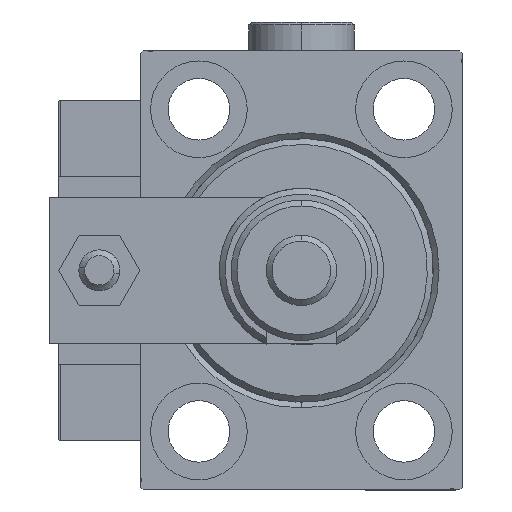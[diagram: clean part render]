
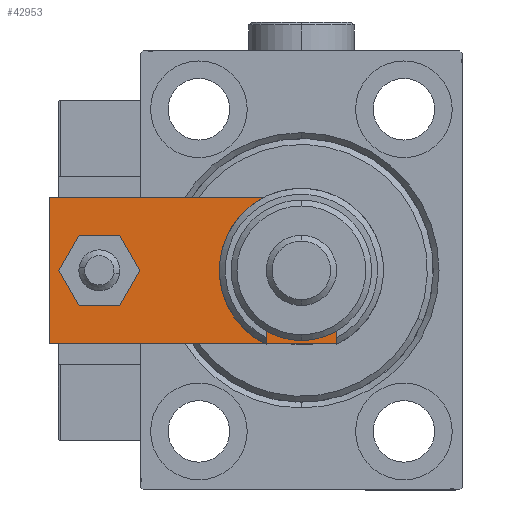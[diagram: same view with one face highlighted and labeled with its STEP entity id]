
A CAD part, left-side view. The second image highlights one B-rep face of the part: STEP entity #42953.
In plain terms, the highlighted face is planar.
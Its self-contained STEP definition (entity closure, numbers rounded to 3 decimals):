
#380 = VECTOR ( 'NONE', #39859, 1000. ) ;
#2000 = AXIS2_PLACEMENT_3D ( 'NONE', #22007, #38779, #17887 ) ;
#2003 = VERTEX_POINT ( 'NONE', #52838 ) ;
#3051 = DIRECTION ( 'NONE',  ( 0., 0., 1. ) ) ;
#3264 = DIRECTION ( 'NONE',  ( 0., 0., 1. ) ) ;
#4790 = CIRCLE ( 'NONE', #11810, 4. ) ;
#5267 = FACE_BOUND ( 'NONE', #40778, .T. ) ;
#5908 = CARTESIAN_POINT ( 'NONE',  ( -12.5, 0., 6. ) ) ;
#6184 = DIRECTION ( 'NONE',  ( 1., 0., 0. ) ) ;
#6963 = LINE ( 'NONE', #15491, #20325 ) ;
#7230 = EDGE_CURVE ( 'NONE', #2003, #49049, #53452, .T. ) ;
#9335 = DIRECTION ( 'NONE',  ( 0., -1., 0. ) ) ;
#9529 = AXIS2_PLACEMENT_3D ( 'NONE', #36295, #39885, #52535 ) ;
#9594 = EDGE_CURVE ( 'NONE', #20289, #33453, #48256, .T. ) ;
#10030 = VERTEX_POINT ( 'NONE', #40598 ) ;
#10174 = EDGE_CURVE ( 'NONE', #28591, #44396, #18827, .T. ) ;
#11642 = CARTESIAN_POINT ( 'NONE',  ( -12.5, 55., 6. ) ) ;
#11810 = AXIS2_PLACEMENT_3D ( 'NONE', #53848, #3264, #37346 ) ;
#11910 = VERTEX_POINT ( 'NONE', #23847 ) ;
#12673 = CARTESIAN_POINT ( 'NONE',  ( 8.25, 12., 6. ) ) ;
#12741 = EDGE_CURVE ( 'NONE', #53627, #28591, #6963, .T. ) ;
#12856 = ORIENTED_EDGE ( 'NONE', *, *, #31452, .F. ) ;
#13357 = VECTOR ( 'NONE', #13829, 1000. ) ;
#13829 = DIRECTION ( 'NONE',  ( -1., 0., 0. ) ) ;
#15491 = CARTESIAN_POINT ( 'NONE',  ( -3.42, -3.42, 6. ) ) ;
#15567 = ORIENTED_EDGE ( 'NONE', *, *, #12741, .T. ) ;
#16472 = CARTESIAN_POINT ( 'NONE',  ( 0., 46.5, 6. ) ) ;
#16951 = CIRCLE ( 'NONE', #2000, 8.25 ) ;
#17775 = VECTOR ( 'NONE', #9335, 1000. ) ;
#17887 = DIRECTION ( 'NONE',  ( 1., 0., 0. ) ) ;
#18827 = LINE ( 'NONE', #5908, #37755 ) ;
#20256 = CARTESIAN_POINT ( 'NONE',  ( 12.5, 0., 6. ) ) ;
#20289 = VERTEX_POINT ( 'NONE', #28010 ) ;
#20325 = VECTOR ( 'NONE', #54229, 1000. ) ;
#20395 = LINE ( 'NONE', #53933, #30098 ) ;
#21352 = CARTESIAN_POINT ( 'NONE',  ( 12.5, 55., 6. ) ) ;
#21808 = CARTESIAN_POINT ( 'NONE',  ( 12.5, 55., 6. ) ) ;
#22007 = CARTESIAN_POINT ( 'NONE',  ( 0., 12., 6. ) ) ;
#22040 = FACE_OUTER_BOUND ( 'NONE', #31946, .T. ) ;
#22757 = CARTESIAN_POINT ( 'NONE',  ( -6.84, 0., 6. ) ) ;
#23658 = DIRECTION ( 'NONE',  ( 1., 0., 0. ) ) ;
#23847 = CARTESIAN_POINT ( 'NONE',  ( -12.5, 55., 6. ) ) ;
#24171 = DIRECTION ( 'NONE',  ( 1., 0., 0. ) ) ;
#24398 = ORIENTED_EDGE ( 'NONE', *, *, #50434, .T. ) ;
#25676 = CARTESIAN_POINT ( 'NONE',  ( -12.5, 5.66, 6. ) ) ;
#26166 = EDGE_CURVE ( 'NONE', #11910, #53627, #46988, .T. ) ;
#27344 = CARTESIAN_POINT ( 'NONE',  ( -4., 46.5, 6. ) ) ;
#27347 = EDGE_CURVE ( 'NONE', #44396, #10030, #20395, .T. ) ;
#27599 = EDGE_CURVE ( 'NONE', #49049, #2003, #16951, .T. ) ;
#28010 = CARTESIAN_POINT ( 'NONE',  ( 4., 46.5, 6. ) ) ;
#28591 = VERTEX_POINT ( 'NONE', #22757 ) ;
#28914 = AXIS2_PLACEMENT_3D ( 'NONE', #33008, #3051, #23658 ) ;
#29469 = EDGE_LOOP ( 'NONE', ( #43335, #42777 ) ) ;
#30098 = VECTOR ( 'NONE', #46479, 1000. ) ;
#31452 = EDGE_CURVE ( 'NONE', #33453, #20289, #4790, .T. ) ;
#31946 = EDGE_LOOP ( 'NONE', ( #46336, #15567, #36482, #35589, #39114, #24398 ) ) ;
#32421 = DIRECTION ( 'NONE',  ( 0., 0., 1. ) ) ;
#33008 = CARTESIAN_POINT ( 'NONE',  ( 0., 0., 6. ) ) ;
#33453 = VERTEX_POINT ( 'NONE', #27344 ) ;
#34237 = EDGE_CURVE ( 'NONE', #10030, #42501, #41684, .T. ) ;
#35589 = ORIENTED_EDGE ( 'NONE', *, *, #27347, .T. ) ;
#36295 = CARTESIAN_POINT ( 'NONE',  ( 0., 12., 6. ) ) ;
#36306 = PLANE ( 'NONE',  #28914 ) ;
#36482 = ORIENTED_EDGE ( 'NONE', *, *, #10174, .T. ) ;
#37346 = DIRECTION ( 'NONE',  ( 1., 0., 0. ) ) ;
#37755 = VECTOR ( 'NONE', #6184, 1000. ) ;
#38779 = DIRECTION ( 'NONE',  ( 0., 0., 1. ) ) ;
#38812 = FACE_BOUND ( 'NONE', #29469, .T. ) ;
#39114 = ORIENTED_EDGE ( 'NONE', *, *, #34237, .T. ) ;
#39859 = DIRECTION ( 'NONE',  ( 0., 1., 0. ) ) ;
#39885 = DIRECTION ( 'NONE',  ( 0., 0., 1. ) ) ;
#40598 = CARTESIAN_POINT ( 'NONE',  ( 12.5, 5.66, 6. ) ) ;
#40778 = EDGE_LOOP ( 'NONE', ( #12856, #44072 ) ) ;
#41684 = LINE ( 'NONE', #20256, #380 ) ;
#42501 = VERTEX_POINT ( 'NONE', #21352 ) ;
#42777 = ORIENTED_EDGE ( 'NONE', *, *, #27599, .F. ) ;
#42953 = ADVANCED_FACE ( 'NONE', ( #5267, #22040, #38812 ), #36306, .T. ) ;
#43093 = CARTESIAN_POINT ( 'NONE',  ( 6.84, 0., 6. ) ) ;
#43335 = ORIENTED_EDGE ( 'NONE', *, *, #7230, .F. ) ;
#43845 = AXIS2_PLACEMENT_3D ( 'NONE', #16472, #32421, #24171 ) ;
#44072 = ORIENTED_EDGE ( 'NONE', *, *, #9594, .F. ) ;
#44396 = VERTEX_POINT ( 'NONE', #43093 ) ;
#46336 = ORIENTED_EDGE ( 'NONE', *, *, #26166, .T. ) ;
#46479 = DIRECTION ( 'NONE',  ( 0.707, 0.707, 0. ) ) ;
#46988 = LINE ( 'NONE', #11642, #17775 ) ;
#48256 = CIRCLE ( 'NONE', #43845, 4. ) ;
#49049 = VERTEX_POINT ( 'NONE', #12673 ) ;
#50434 = EDGE_CURVE ( 'NONE', #42501, #11910, #50953, .T. ) ;
#50953 = LINE ( 'NONE', #21808, #13357 ) ;
#52535 = DIRECTION ( 'NONE',  ( 1., 0., 0. ) ) ;
#52838 = CARTESIAN_POINT ( 'NONE',  ( -8.25, 12., 6. ) ) ;
#53452 = CIRCLE ( 'NONE', #9529, 8.25 ) ;
#53627 = VERTEX_POINT ( 'NONE', #25676 ) ;
#53848 = CARTESIAN_POINT ( 'NONE',  ( 0., 46.5, 6. ) ) ;
#53933 = CARTESIAN_POINT ( 'NONE',  ( 3.42, -3.42, 6. ) ) ;
#54229 = DIRECTION ( 'NONE',  ( 0.707, -0.707, 0. ) ) ;
